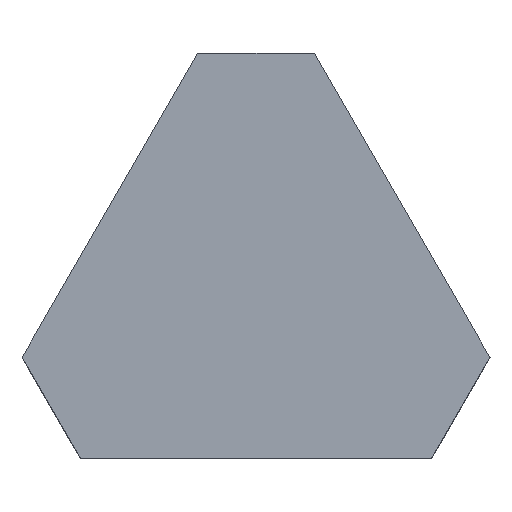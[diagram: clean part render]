
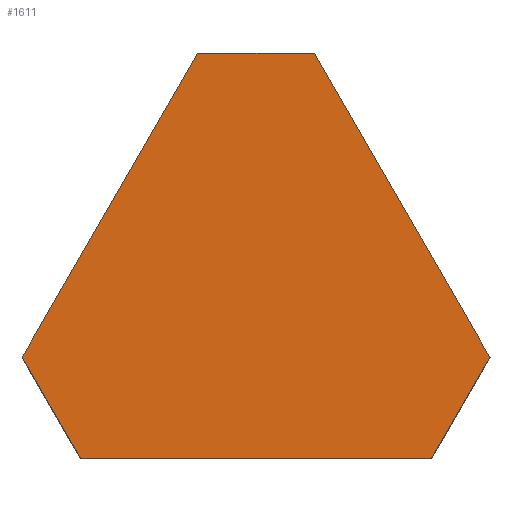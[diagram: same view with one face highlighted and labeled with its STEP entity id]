
A CAD part, front view. The second image highlights one B-rep face of the part: STEP entity #1611.
In plain terms, the highlighted planar face has unit normal (0, -1, 0).
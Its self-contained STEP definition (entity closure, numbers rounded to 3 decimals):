
#21 = ORIENTED_EDGE ( 'NONE', *, *, #1231, .T. ) ;
#145 = LINE ( 'NONE', #1327, #658 ) ;
#165 = CARTESIAN_POINT ( 'NONE',  ( 50., -10., 449.646 ) ) ;
#169 = VECTOR ( 'NONE', #2293, 1000. ) ;
#170 = LINE ( 'NONE', #2332, #169 ) ;
#206 = VECTOR ( 'NONE', #517, 1000. ) ;
#327 = ORIENTED_EDGE ( 'NONE', *, *, #1379, .F. ) ;
#372 = VECTOR ( 'NONE', #2072, 1000. ) ;
#398 = CARTESIAN_POINT ( 'NONE',  ( -150., -10., -243.174 ) ) ;
#459 = EDGE_CURVE ( 'NONE', #1445, #1193, #1260, .T. ) ;
#480 = DIRECTION ( 'NONE',  ( -0.5, 0., 0.866 ) ) ;
#517 = DIRECTION ( 'NONE',  ( -0.5, 0., -0.866 ) ) ;
#531 = CARTESIAN_POINT ( 'NONE',  ( 250., -10., 449.646 ) ) ;
#591 = EDGE_LOOP ( 'NONE', ( #21, #1058, #2320, #2490, #327, #1635 ) ) ;
#658 = VECTOR ( 'NONE', #1949, 1000. ) ;
#764 = VERTEX_POINT ( 'NONE', #531 ) ;
#774 = EDGE_CURVE ( 'NONE', #1094, #1939, #1855, .T. ) ;
#861 = LINE ( 'NONE', #1092, #206 ) ;
#1044 = VECTOR ( 'NONE', #1050, 1000. ) ;
#1050 = DIRECTION ( 'NONE',  ( 0.5, 0., 0.866 ) ) ;
#1058 = ORIENTED_EDGE ( 'NONE', *, *, #774, .F. ) ;
#1067 = AXIS2_PLACEMENT_3D ( 'NONE', #2063, #1439, #2447 ) ;
#1080 = PLANE ( 'NONE',  #1067 ) ;
#1089 = FACE_OUTER_BOUND ( 'NONE', #591, .T. ) ;
#1092 = CARTESIAN_POINT ( 'NONE',  ( -157.203, -10., 90.761 ) ) ;
#1094 = VERTEX_POINT ( 'NONE', #398 ) ;
#1193 = VERTEX_POINT ( 'NONE', #1444 ) ;
#1211 = CARTESIAN_POINT ( 'NONE',  ( 450., -10., -243.174 ) ) ;
#1231 = EDGE_CURVE ( 'NONE', #2274, #1939, #861, .T. ) ;
#1260 = LINE ( 'NONE', #2023, #1044 ) ;
#1327 = CARTESIAN_POINT ( 'NONE',  ( 382.203, -10., 220.665 ) ) ;
#1379 = EDGE_CURVE ( 'NONE', #764, #1193, #145, .T. ) ;
#1424 = CARTESIAN_POINT ( 'NONE',  ( -217.797, -10., -125.745 ) ) ;
#1439 = DIRECTION ( 'NONE',  ( 0., 1., 0. ) ) ;
#1444 = CARTESIAN_POINT ( 'NONE',  ( 550., -10., -69.969 ) ) ;
#1445 = VERTEX_POINT ( 'NONE', #1211 ) ;
#1569 = EDGE_CURVE ( 'NONE', #2274, #764, #2024, .T. ) ;
#1611 = ADVANCED_FACE ( 'NONE', ( #1089 ), #1080, .F. ) ;
#1635 = ORIENTED_EDGE ( 'NONE', *, *, #1569, .F. ) ;
#1716 = EDGE_CURVE ( 'NONE', #1094, #1445, #170, .T. ) ;
#1765 = CARTESIAN_POINT ( 'NONE',  ( -250., -10., -69.969 ) ) ;
#1845 = CARTESIAN_POINT ( 'NONE',  ( 0., -10., 449.646 ) ) ;
#1855 = LINE ( 'NONE', #1424, #2493 ) ;
#1939 = VERTEX_POINT ( 'NONE', #1765 ) ;
#1949 = DIRECTION ( 'NONE',  ( 0.5, 0., -0.866 ) ) ;
#2023 = CARTESIAN_POINT ( 'NONE',  ( 442.797, -10., -255.649 ) ) ;
#2024 = LINE ( 'NONE', #1845, #372 ) ;
#2063 = CARTESIAN_POINT ( 'NONE',  ( 0., -10., 0. ) ) ;
#2072 = DIRECTION ( 'NONE',  ( 1., 0., 0. ) ) ;
#2274 = VERTEX_POINT ( 'NONE', #165 ) ;
#2293 = DIRECTION ( 'NONE',  ( 1., 0., 0. ) ) ;
#2320 = ORIENTED_EDGE ( 'NONE', *, *, #1716, .T. ) ;
#2332 = CARTESIAN_POINT ( 'NONE',  ( 0., -10., -243.174 ) ) ;
#2447 = DIRECTION ( 'NONE',  ( 0., 0., 1. ) ) ;
#2490 = ORIENTED_EDGE ( 'NONE', *, *, #459, .T. ) ;
#2493 = VECTOR ( 'NONE', #480, 1000. ) ;
